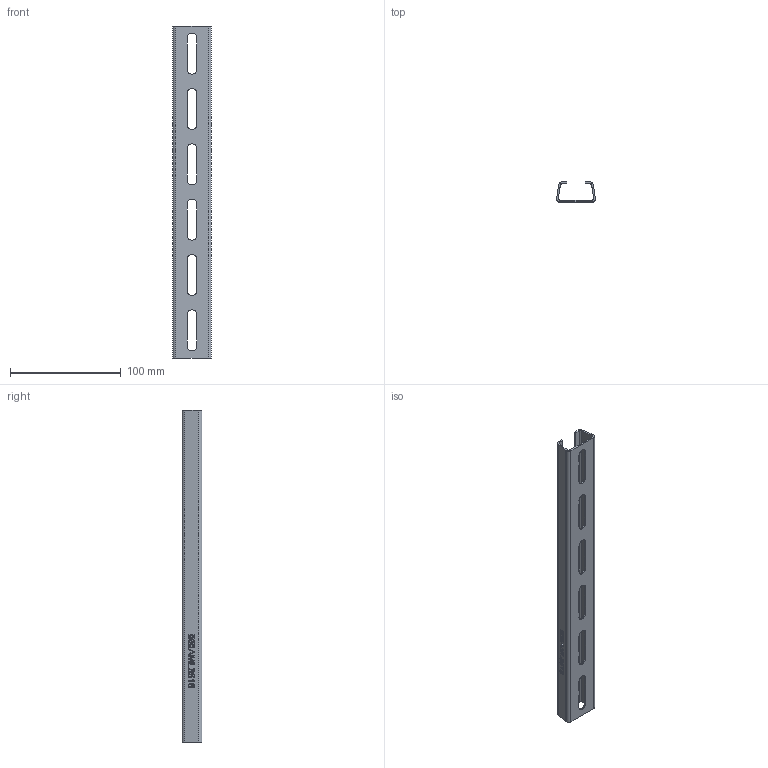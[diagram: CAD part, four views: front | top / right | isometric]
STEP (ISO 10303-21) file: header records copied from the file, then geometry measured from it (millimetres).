
FILE_DESCRIPTION (( 'STEP AP214' ), '1' );
FILE_NAME ('1119693_KSTP1.stp', '2018-07-27T09:28:51', ( '' ), ( '' ), 'SwSTEP 2.0', 'SolidWorks 2016', '' );
FILE_SCHEMA (( 'AUTOMOTIVE_DESIGN' ));
Length unit declared in the file: millimetre
Products named in the file (1): 1119693_KSTP1
Bounding box: 34.97 x 18 x 300 mm (x, y, z)
Volume: 31515 mm3; surface area: 44040.3 mm2
Topology: 1 solids, 1 shells, 210 faces, 535 edges, 346 vertices
Faces by surface type: plane 123, bspline 49, cylinder 38
Entity records: 8648 total; most frequent: CARTESIAN_POINT 3798, ORIENTED_EDGE 1070, DIRECTION 837, EDGE_CURVE 535, VECTOR 361, LINE 361, VERTEX_POINT 346, EDGE_LOOP 241
